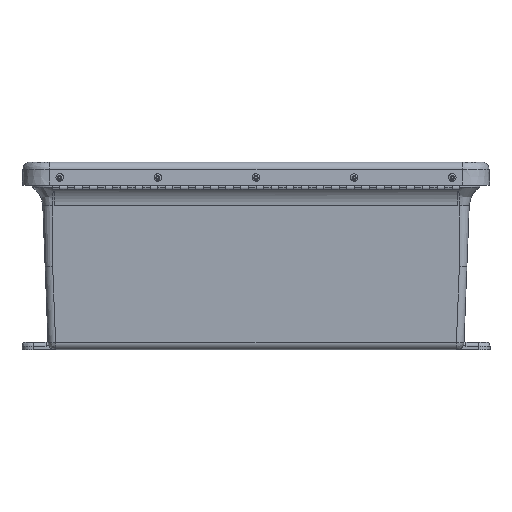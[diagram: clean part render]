
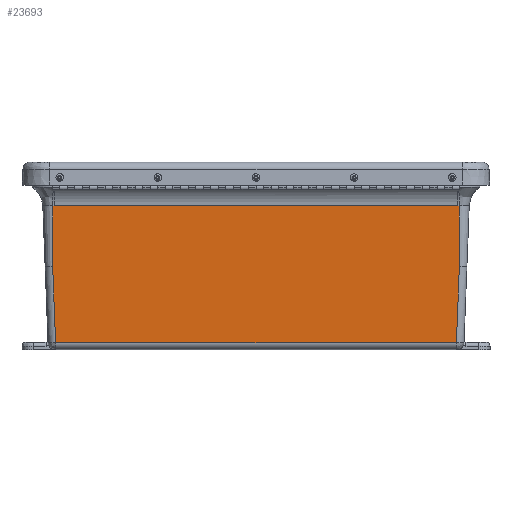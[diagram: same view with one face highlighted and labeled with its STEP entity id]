
A CAD part, left-side view. The second image highlights one B-rep face of the part: STEP entity #23693.
In plain terms, the highlighted planar face has unit normal (-0.999, 0, -0.038).
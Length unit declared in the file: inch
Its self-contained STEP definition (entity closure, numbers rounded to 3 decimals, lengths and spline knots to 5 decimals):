
#1421 = CARTESIAN_POINT ( 'NONE',  ( -6.06195, -6.7344, -1.23252 ) ) ;
#1657 = CARTESIAN_POINT ( 'NONE',  ( -6.06195, -6.7344, -1.23252 ) ) ;
#2686 = EDGE_CURVE ( 'NONE', #12143, #16420, #17111, .T. ) ;
#2860 = LINE ( 'NONE', #31374, #4853 ) ;
#3192 = LINE ( 'NONE', #14803, #20555 ) ;
#4853 = VECTOR ( 'NONE', #22743, 39.37008 ) ;
#5392 = CARTESIAN_POINT ( 'NONE',  ( -5.88734, 6.63753, -5.75964 ) ) ;
#5532 = ORIENTED_EDGE ( 'NONE', *, *, #10452, .T. ) ;
#7055 = AXIS2_PLACEMENT_3D ( 'NONE', #40328, #49069, #22714 ) ;
#8046 = ORIENTED_EDGE ( 'NONE', *, *, #44451, .F. ) ;
#9163 = PLANE ( 'NONE',  #7055 ) ;
#9824 = DIRECTION ( 'NONE',  ( 0.039, -0.039, -0.999 ) ) ;
#10452 = EDGE_CURVE ( 'NONE', #19552, #16420, #42132, .T. ) ;
#11202 = LINE ( 'NONE', #43942, #11890 ) ;
#11256 = EDGE_CURVE ( 'NONE', #31590, #54051, #11202, .T. ) ;
#11890 = VECTOR ( 'NONE', #9824, 39.37008 ) ;
#12143 = VERTEX_POINT ( 'NONE', #37847 ) ;
#13980 = VERTEX_POINT ( 'NONE', #1421 ) ;
#14562 = CARTESIAN_POINT ( 'NONE',  ( -6.06193, -6.70462, -1.23309 ) ) ;
#14803 = CARTESIAN_POINT ( 'NONE',  ( -6.10931, 6.7344, -0.00482 ) ) ;
#16048 = LINE ( 'NONE', #43039, #20687 ) ;
#16420 = VERTEX_POINT ( 'NONE', #17084 ) ;
#16587 = CARTESIAN_POINT ( 'NONE',  ( -5.88734, -6.63753, -5.75964 ) ) ;
#17084 = CARTESIAN_POINT ( 'NONE',  ( -6.06193, 6.68974, -1.23309 ) ) ;
#17111 = B_SPLINE_CURVE_WITH_KNOTS ( 'NONE', 3,
 ( #18234, #22490, #34697, #52420 ),
 .UNSPECIFIED., .F., .F.,
 ( 4, 4 ),
 ( 0., 1. ),
 .UNSPECIFIED. ) ;
#18234 = CARTESIAN_POINT ( 'NONE',  ( -6.06195, 6.7344, -1.23252 ) ) ;
#18383 = ORIENTED_EDGE ( 'NONE', *, *, #11256, .T. ) ;
#19552 = VERTEX_POINT ( 'NONE', #21234 ) ;
#20269 = DIRECTION ( 'NONE',  ( -0.039, 0., 0.999 ) ) ;
#20443 = ORIENTED_EDGE ( 'NONE', *, *, #42797, .T. ) ;
#20555 = VECTOR ( 'NONE', #35757, 39.37008 ) ;
#20633 = B_SPLINE_CURVE_WITH_KNOTS ( 'NONE', 3,
 ( #32287, #14562, #40339, #1657 ),
 .UNSPECIFIED., .F., .F.,
 ( 4, 4 ),
 ( 0., 1. ),
 .UNSPECIFIED. ) ;
#20687 = VECTOR ( 'NONE', #47322, 39.37008 ) ;
#21025 = CARTESIAN_POINT ( 'NONE',  ( -6.10931, -6.7344, -0.00482 ) ) ;
#21234 = CARTESIAN_POINT ( 'NONE',  ( -6.06193, -6.68974, -1.23309 ) ) ;
#22490 = CARTESIAN_POINT ( 'NONE',  ( -6.06194, 6.71952, -1.2329 ) ) ;
#22701 = VECTOR ( 'NONE', #33044, 39.37008 ) ;
#22714 = DIRECTION ( 'NONE',  ( 0.039, 0., -0.999 ) ) ;
#22743 = DIRECTION ( 'NONE',  ( -0.039, -0.039, 0.999 ) ) ;
#23693 = ADVANCED_FACE ( 'NONE', ( #26604 ), #9163, .T. ) ;
#23916 = LINE ( 'NONE', #21025, #40670 ) ;
#24099 = EDGE_CURVE ( 'NONE', #24648, #13980, #23916, .T. ) ;
#24648 = VERTEX_POINT ( 'NONE', #51242 ) ;
#26604 = FACE_OUTER_BOUND ( 'NONE', #54433, .T. ) ;
#28663 = ORIENTED_EDGE ( 'NONE', *, *, #31446, .F. ) ;
#29148 = ORIENTED_EDGE ( 'NONE', *, *, #2686, .F. ) ;
#30401 = EDGE_CURVE ( 'NONE', #39379, #24648, #2860, .T. ) ;
#31374 = CARTESIAN_POINT ( 'NONE',  ( -5.88734, -6.63753, -5.75964 ) ) ;
#31433 = CARTESIAN_POINT ( 'NONE',  ( -5.98421, 6.7344, -3.24809 ) ) ;
#31446 = EDGE_CURVE ( 'NONE', #39379, #54051, #16048, .T. ) ;
#31590 = VERTEX_POINT ( 'NONE', #31433 ) ;
#32287 = CARTESIAN_POINT ( 'NONE',  ( -6.06193, -6.68974, -1.23309 ) ) ;
#33044 = DIRECTION ( 'NONE',  ( 0., 1., 0. ) ) ;
#34697 = CARTESIAN_POINT ( 'NONE',  ( -6.06193, 6.70463, -1.23309 ) ) ;
#35757 = DIRECTION ( 'NONE',  ( 0.039, 0., -0.999 ) ) ;
#37847 = CARTESIAN_POINT ( 'NONE',  ( -6.06195, 6.7344, -1.23252 ) ) ;
#39379 = VERTEX_POINT ( 'NONE', #16587 ) ;
#40328 = CARTESIAN_POINT ( 'NONE',  ( -6.10931, 6.7344, -0.00482 ) ) ;
#40339 = CARTESIAN_POINT ( 'NONE',  ( -6.06194, -6.71951, -1.2329 ) ) ;
#40670 = VECTOR ( 'NONE', #20269, 39.37008 ) ;
#42132 = LINE ( 'NONE', #54344, #22701 ) ;
#42632 = ORIENTED_EDGE ( 'NONE', *, *, #30401, .T. ) ;
#42797 = EDGE_CURVE ( 'NONE', #12143, #31590, #3192, .T. ) ;
#43039 = CARTESIAN_POINT ( 'NONE',  ( -5.88734, 0., -5.75964 ) ) ;
#43942 = CARTESIAN_POINT ( 'NONE',  ( -5.98421, 6.7344, -3.24809 ) ) ;
#44451 = EDGE_CURVE ( 'NONE', #19552, #13980, #20633, .T. ) ;
#47322 = DIRECTION ( 'NONE',  ( 0., 1., 0. ) ) ;
#49069 = DIRECTION ( 'NONE',  ( -0.999, 0., -0.039 ) ) ;
#51242 = CARTESIAN_POINT ( 'NONE',  ( -5.98421, -6.7344, -3.24809 ) ) ;
#52056 = ORIENTED_EDGE ( 'NONE', *, *, #24099, .T. ) ;
#52420 = CARTESIAN_POINT ( 'NONE',  ( -6.06193, 6.68974, -1.23309 ) ) ;
#54051 = VERTEX_POINT ( 'NONE', #5392 ) ;
#54344 = CARTESIAN_POINT ( 'NONE',  ( -6.06193, 6.7344, -1.23309 ) ) ;
#54433 = EDGE_LOOP ( 'NONE', ( #29148, #20443, #18383, #28663, #42632, #52056, #8046, #5532 ) ) ;
